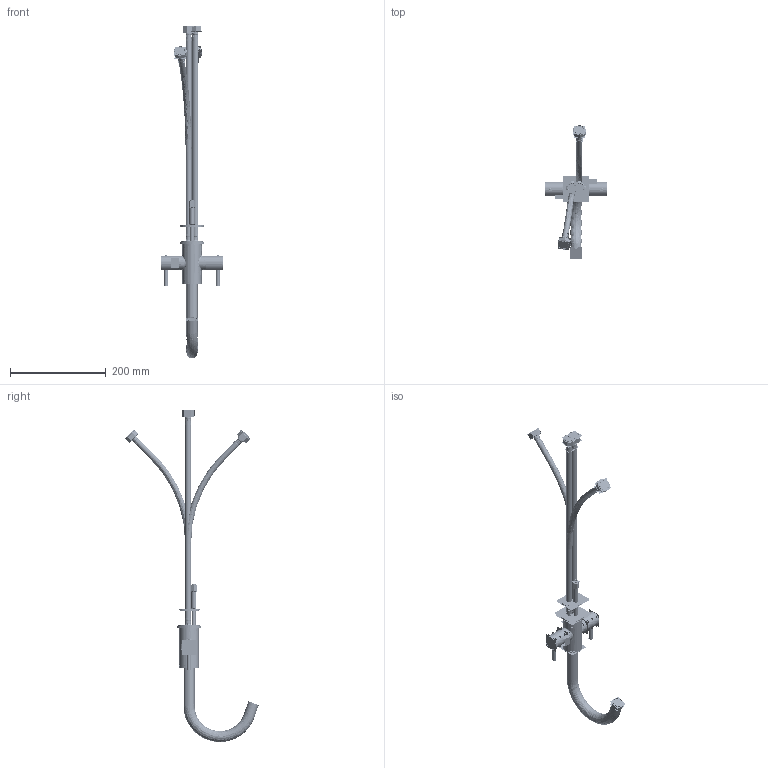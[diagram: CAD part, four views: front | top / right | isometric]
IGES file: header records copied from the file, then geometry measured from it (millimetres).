
Start section:  PTC IGES file: PRO116DNC.igs
Global section: file name: PRO116DNC.igs; native system: Pro/ENGINEER by Parametric Technology Corporation; preprocessor: 2009360; author: user152; organization: Unknown; date: 20200311.095512; units: millimetre
Bounding box: 128.38 x 278.92 x 692.75 mm (x, y, z)
Volume: 271927.5 mm3; surface area: 1793619.5 mm2
Topology: 39 solids, 75 shells, 5170 faces, 27092 edges, 34804 vertices
Faces by surface type: revolution 2748, bspline 2422
